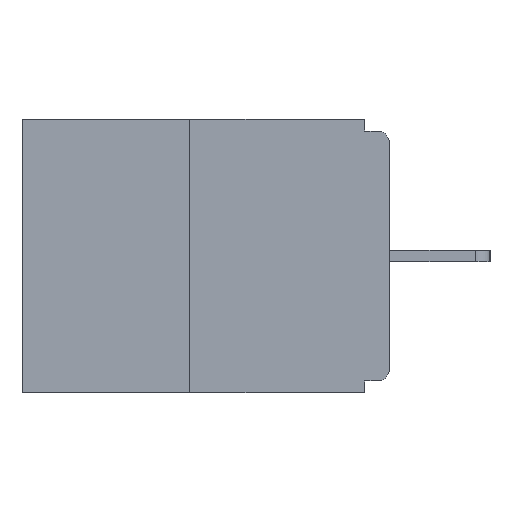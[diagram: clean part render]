
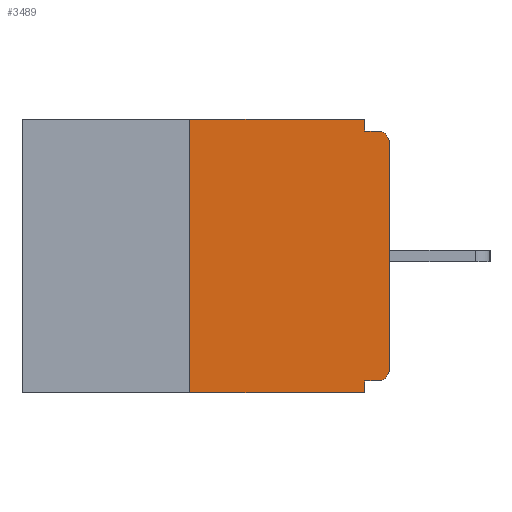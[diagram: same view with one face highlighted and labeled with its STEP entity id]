
A CAD part, left-side view. The second image highlights one B-rep face of the part: STEP entity #3489.
In plain terms, the highlighted planar face has unit normal (-1, 0, 0).
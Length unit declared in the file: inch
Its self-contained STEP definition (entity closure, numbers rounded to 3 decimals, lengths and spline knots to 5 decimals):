
#227 = AXIS2_PLACEMENT_3D ( 'NONE', #7100, #6292, #1576 ) ;
#551 = ORIENTED_EDGE ( 'NONE', *, *, #4777, .T. ) ;
#878 = ORIENTED_EDGE ( 'NONE', *, *, #4434, .T. ) ;
#992 = ORIENTED_EDGE ( 'NONE', *, *, #5615, .T. ) ;
#1028 = EDGE_CURVE ( 'NONE', #9986, #1384, #4025, .T. ) ;
#1148 = VECTOR ( 'NONE', #1181, 39.37008 ) ;
#1181 = DIRECTION ( 'NONE',  ( 0., 0., 1. ) ) ;
#1309 = AXIS2_PLACEMENT_3D ( 'NONE', #3047, #6820, #8804 ) ;
#1384 = VERTEX_POINT ( 'NONE', #8841 ) ;
#1576 = DIRECTION ( 'NONE',  ( 0., 0., -1. ) ) ;
#1744 = EDGE_CURVE ( 'NONE', #9598, #3696, #6964, .T. ) ;
#2064 = DIRECTION ( 'NONE',  ( 0., -1., 0. ) ) ;
#2177 = CARTESIAN_POINT ( 'NONE',  ( 0., 0.46, -0.343 ) ) ;
#2209 = VECTOR ( 'NONE', #10567, 39.37008 ) ;
#2310 = VECTOR ( 'NONE', #11088, 39.37008 ) ;
#2371 = CARTESIAN_POINT ( 'NONE',  ( 0., 0., -0.313 ) ) ;
#2502 = VECTOR ( 'NONE', #5150, 39.37008 ) ;
#2609 = DIRECTION ( 'NONE',  ( -1., 0., 0. ) ) ;
#2689 = CARTESIAN_POINT ( 'NONE',  ( 0., 0., 0. ) ) ;
#2977 = VERTEX_POINT ( 'NONE', #5442 ) ;
#3045 = DIRECTION ( 'NONE',  ( 0., -1., 0. ) ) ;
#3047 = CARTESIAN_POINT ( 'NONE',  ( 0., 0.015, -0.03 ) ) ;
#3051 = VERTEX_POINT ( 'NONE', #4449 ) ;
#3335 = EDGE_CURVE ( 'NONE', #6730, #10628, #9832, .T. ) ;
#3489 = ADVANCED_FACE ( 'NONE', ( #8146 ), #11744, .F. ) ;
#3621 = LINE ( 'NONE', #2689, #11226 ) ;
#3696 = VERTEX_POINT ( 'NONE', #4554 ) ;
#3920 = VERTEX_POINT ( 'NONE', #7568 ) ;
#4025 = LINE ( 'NONE', #9664, #1148 ) ;
#4068 = VECTOR ( 'NONE', #2064, 39.37008 ) ;
#4102 = ORIENTED_EDGE ( 'NONE', *, *, #6024, .F. ) ;
#4434 = EDGE_CURVE ( 'NONE', #9986, #3051, #4961, .T. ) ;
#4449 = CARTESIAN_POINT ( 'NONE',  ( 0., 0.031, -0.343 ) ) ;
#4554 = CARTESIAN_POINT ( 'NONE',  ( 0., 0.015, -0.015 ) ) ;
#4608 = VERTEX_POINT ( 'NONE', #2371 ) ;
#4777 = EDGE_CURVE ( 'NONE', #6730, #4608, #6769, .T. ) ;
#4868 = ORIENTED_EDGE ( 'NONE', *, *, #3335, .F. ) ;
#4961 = LINE ( 'NONE', #2177, #11722 ) ;
#5125 = CARTESIAN_POINT ( 'NONE',  ( 0., 0.031, -0.328 ) ) ;
#5150 = DIRECTION ( 'NONE',  ( 0., -1., 0. ) ) ;
#5397 = LINE ( 'NONE', #9169, #2310 ) ;
#5442 = CARTESIAN_POINT ( 'NONE',  ( 0., 0., -0.03 ) ) ;
#5615 = EDGE_CURVE ( 'NONE', #2977, #3696, #11188, .T. ) ;
#5812 = CARTESIAN_POINT ( 'NONE',  ( 0., 0.25, -0.343 ) ) ;
#6024 = EDGE_CURVE ( 'NONE', #10628, #3051, #5397, .T. ) ;
#6160 = CARTESIAN_POINT ( 'NONE',  ( 0., 0.031, 0. ) ) ;
#6219 = EDGE_CURVE ( 'NONE', #1384, #3920, #10895, .T. ) ;
#6225 = DIRECTION ( 'NONE',  ( 0., 0., -1. ) ) ;
#6292 = DIRECTION ( 'NONE',  ( 1., 0., 0. ) ) ;
#6385 = DIRECTION ( 'NONE',  ( 0., 0., -1. ) ) ;
#6730 = VERTEX_POINT ( 'NONE', #11684 ) ;
#6769 = CIRCLE ( 'NONE', #8353, 0.015 ) ;
#6820 = DIRECTION ( 'NONE',  ( -1., 0., 0. ) ) ;
#6893 = EDGE_CURVE ( 'NONE', #4608, #2977, #3621, .T. ) ;
#6904 = CARTESIAN_POINT ( 'NONE',  ( 0., 0., -0.015 ) ) ;
#6964 = LINE ( 'NONE', #6904, #4068 ) ;
#7053 = CARTESIAN_POINT ( 'NONE',  ( 0., 0.46, 0. ) ) ;
#7100 = CARTESIAN_POINT ( 'NONE',  ( 0., 0.46, 0. ) ) ;
#7394 = CARTESIAN_POINT ( 'NONE',  ( 0., 0.031, -0.015 ) ) ;
#7568 = CARTESIAN_POINT ( 'NONE',  ( 0., 0.031, 0. ) ) ;
#7583 = ORIENTED_EDGE ( 'NONE', *, *, #1744, .F. ) ;
#8146 = FACE_OUTER_BOUND ( 'NONE', #9907, .T. ) ;
#8353 = AXIS2_PLACEMENT_3D ( 'NONE', #11087, #2609, #6385 ) ;
#8399 = ORIENTED_EDGE ( 'NONE', *, *, #10747, .F. ) ;
#8804 = DIRECTION ( 'NONE',  ( 0., 0., -1. ) ) ;
#8841 = CARTESIAN_POINT ( 'NONE',  ( 0., 0.25, 0. ) ) ;
#9169 = CARTESIAN_POINT ( 'NONE',  ( 0., 0.031, -0.343 ) ) ;
#9480 = VECTOR ( 'NONE', #6225, 39.37008 ) ;
#9598 = VERTEX_POINT ( 'NONE', #7394 ) ;
#9664 = CARTESIAN_POINT ( 'NONE',  ( 0., 0.25, 0. ) ) ;
#9832 = LINE ( 'NONE', #10762, #2209 ) ;
#9907 = EDGE_LOOP ( 'NONE', ( #10319, #11316, #878, #4102, #4868, #551, #11928, #992, #7583, #8399 ) ) ;
#9939 = LINE ( 'NONE', #6160, #9480 ) ;
#9986 = VERTEX_POINT ( 'NONE', #5812 ) ;
#10242 = DIRECTION ( 'NONE',  ( 0., 0., 1. ) ) ;
#10319 = ORIENTED_EDGE ( 'NONE', *, *, #6219, .F. ) ;
#10567 = DIRECTION ( 'NONE',  ( 0., 1., 0. ) ) ;
#10628 = VERTEX_POINT ( 'NONE', #5125 ) ;
#10747 = EDGE_CURVE ( 'NONE', #3920, #9598, #9939, .T. ) ;
#10762 = CARTESIAN_POINT ( 'NONE',  ( 0., 0., -0.328 ) ) ;
#10895 = LINE ( 'NONE', #7053, #2502 ) ;
#11087 = CARTESIAN_POINT ( 'NONE',  ( 0., 0.015, -0.313 ) ) ;
#11088 = DIRECTION ( 'NONE',  ( 0., 0., -1. ) ) ;
#11188 = CIRCLE ( 'NONE', #1309, 0.015 ) ;
#11226 = VECTOR ( 'NONE', #10242, 39.37008 ) ;
#11316 = ORIENTED_EDGE ( 'NONE', *, *, #1028, .F. ) ;
#11684 = CARTESIAN_POINT ( 'NONE',  ( 0., 0.015, -0.328 ) ) ;
#11722 = VECTOR ( 'NONE', #3045, 39.37008 ) ;
#11744 = PLANE ( 'NONE',  #227 ) ;
#11928 = ORIENTED_EDGE ( 'NONE', *, *, #6893, .T. ) ;
